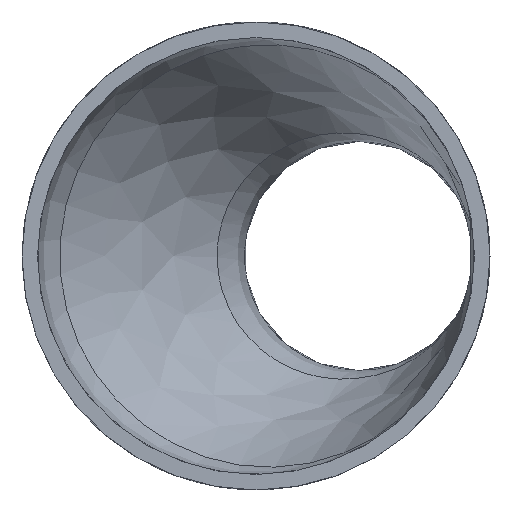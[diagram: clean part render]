
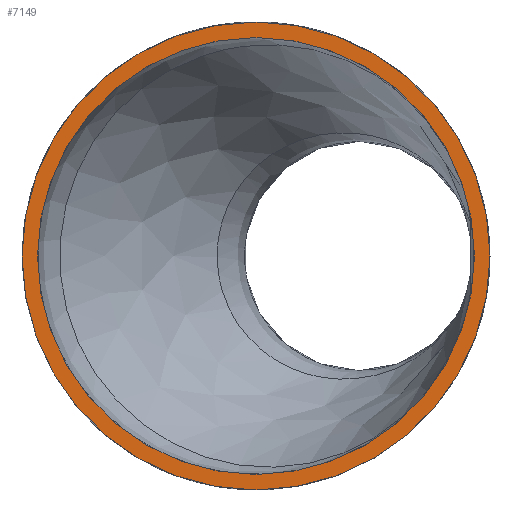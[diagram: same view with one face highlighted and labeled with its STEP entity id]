
A CAD part, left-side view. The second image highlights one B-rep face of the part: STEP entity #7149.
In plain terms, the highlighted planar face has unit normal (-1, 0, 0).
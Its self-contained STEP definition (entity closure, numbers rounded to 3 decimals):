
#1969 = CARTESIAN_POINT ( 'NONE',  ( 0., 0., 0. ) ) ;
#2026 = EDGE_CURVE ( 'NONE', #16352, #16352, #15075, .T. ) ;
#2534 = CARTESIAN_POINT ( 'NONE',  ( 0., 0., 28.15 ) ) ;
#4298 = CARTESIAN_POINT ( 'NONE',  ( 0., 0., 30.15 ) ) ;
#5057 = PLANE ( 'NONE',  #8461 ) ;
#5377 = FACE_BOUND ( 'NONE', #9927, .T. ) ;
#5441 = DIRECTION ( 'NONE',  ( 0., 0., 1. ) ) ;
#5521 = ORIENTED_EDGE ( 'NONE', *, *, #17990, .T. ) ;
#6532 = DIRECTION ( 'NONE',  ( -1., 0., 0. ) ) ;
#6729 = CARTESIAN_POINT ( 'NONE',  ( 0., 0., 0. ) ) ;
#7149 = ADVANCED_FACE ( 'NONE', ( #5377, #20515 ), #5057, .T. ) ;
#8123 = CARTESIAN_POINT ( 'NONE',  ( 0., 0., 0. ) ) ;
#8461 = AXIS2_PLACEMENT_3D ( 'NONE', #6729, #6532, #9977 ) ;
#8951 = AXIS2_PLACEMENT_3D ( 'NONE', #1969, #16458, #19858 ) ;
#9407 = EDGE_LOOP ( 'NONE', ( #5521 ) ) ;
#9927 = EDGE_LOOP ( 'NONE', ( #16136 ) ) ;
#9977 = DIRECTION ( 'NONE',  ( 0., 0., 1. ) ) ;
#15075 = CIRCLE ( 'NONE', #8951, 28.15 ) ;
#15128 = CIRCLE ( 'NONE', #15969, 30.15 ) ;
#15969 = AXIS2_PLACEMENT_3D ( 'NONE', #8123, #18183, #5441 ) ;
#16136 = ORIENTED_EDGE ( 'NONE', *, *, #2026, .F. ) ;
#16352 = VERTEX_POINT ( 'NONE', #2534 ) ;
#16458 = DIRECTION ( 'NONE',  ( -1., 0., 0. ) ) ;
#17990 = EDGE_CURVE ( 'NONE', #20643, #20643, #15128, .T. ) ;
#18183 = DIRECTION ( 'NONE',  ( -1., 0., 0. ) ) ;
#19858 = DIRECTION ( 'NONE',  ( 0., 0., 1. ) ) ;
#20515 = FACE_OUTER_BOUND ( 'NONE', #9407, .T. ) ;
#20643 = VERTEX_POINT ( 'NONE', #4298 ) ;
